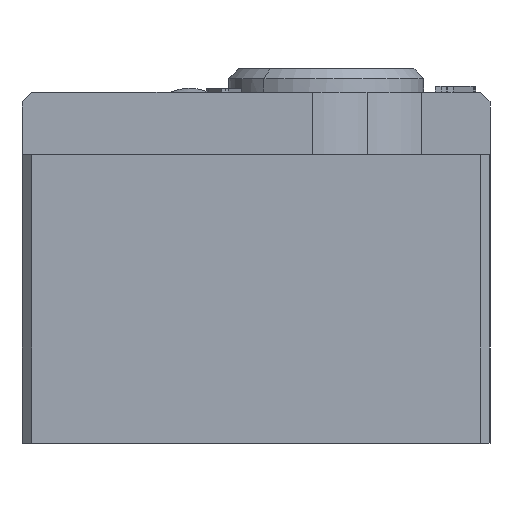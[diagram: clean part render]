
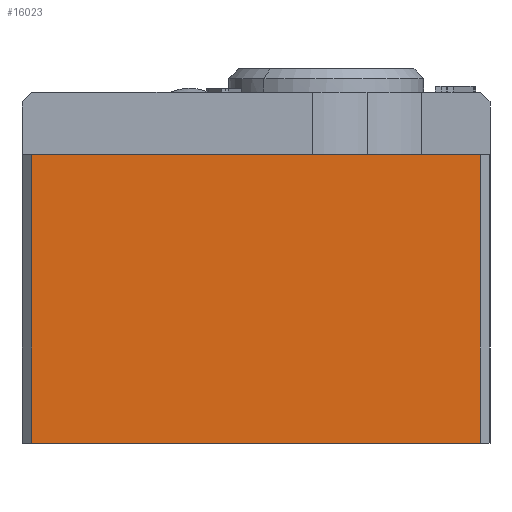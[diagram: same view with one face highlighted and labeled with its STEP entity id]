
A CAD part, front view. The second image highlights one B-rep face of the part: STEP entity #16023.
In plain terms, the highlighted planar face has unit normal (0, -1, 0).
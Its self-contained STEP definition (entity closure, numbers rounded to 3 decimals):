
#16003=AXIS2_PLACEMENT_3D('Plane Axis2P3D',#16000,#16001,#16002) ;
#12715=CARTESIAN_POINT('Vertex',(23.5,0.,0.)) ;
#12718=CARTESIAN_POINT('Line Origine',(12.,0.,0.)) ;
#12722=CARTESIAN_POINT('Vertex',(0.5,0.,0.)) ;
#15985=CARTESIAN_POINT('Vertex',(23.5,0.,14.8)) ;
#15988=CARTESIAN_POINT('Line Origine',(23.5,0.,7.4)) ;
#16000=CARTESIAN_POINT('Axis2P3D Location',(0.,0.,0.)) ;
#16005=CARTESIAN_POINT('Line Origine',(12.,0.,14.8)) ;
#16009=CARTESIAN_POINT('Vertex',(0.5,0.,14.8)) ;
#16012=CARTESIAN_POINT('Line Origine',(0.5,0.,7.4)) ;
#12719=DIRECTION('Vector Direction',(1.,0.,0.)) ;
#15989=DIRECTION('Vector Direction',(0.,0.,-1.)) ;
#16001=DIRECTION('Axis2P3D Direction',(0.,-1.,0.)) ;
#16002=DIRECTION('Axis2P3D XDirection',(1.,0.,0.)) ;
#16006=DIRECTION('Vector Direction',(-1.,0.,0.)) ;
#16013=DIRECTION('Vector Direction',(0.,0.,1.)) ;
#12720=VECTOR('Line Direction',#12719,1.) ;
#15990=VECTOR('Line Direction',#15989,1.) ;
#16007=VECTOR('Line Direction',#16006,1.) ;
#16014=VECTOR('Line Direction',#16013,1.) ;
#16018=ORIENTED_EDGE('',*,*,#15992,.F.) ;
#16019=ORIENTED_EDGE('',*,*,#16011,.T.) ;
#16020=ORIENTED_EDGE('',*,*,#16016,.F.) ;
#16021=ORIENTED_EDGE('',*,*,#12724,.T.) ;
#16023=ADVANCED_FACE('Hauptk\X2\00F6\X0\rper',(#16022),#16004,.T.) ;
#12724=EDGE_CURVE('',#12723,#12716,#12721,.T.) ;
#15992=EDGE_CURVE('',#15986,#12716,#15991,.T.) ;
#16011=EDGE_CURVE('',#15986,#16010,#16008,.T.) ;
#16016=EDGE_CURVE('',#12723,#16010,#16015,.T.) ;
#16017=EDGE_LOOP('',(#16018,#16019,#16020,#16021)) ;
#16022=FACE_OUTER_BOUND('',#16017,.T.) ;
#12721=LINE('Line',#12718,#12720) ;
#15991=LINE('Line',#15988,#15990) ;
#16008=LINE('Line',#16005,#16007) ;
#16015=LINE('Line',#16012,#16014) ;
#16004=PLANE('',#16003) ;
#12716=VERTEX_POINT('',#12715) ;
#12723=VERTEX_POINT('',#12722) ;
#15986=VERTEX_POINT('',#15985) ;
#16010=VERTEX_POINT('',#16009) ;
